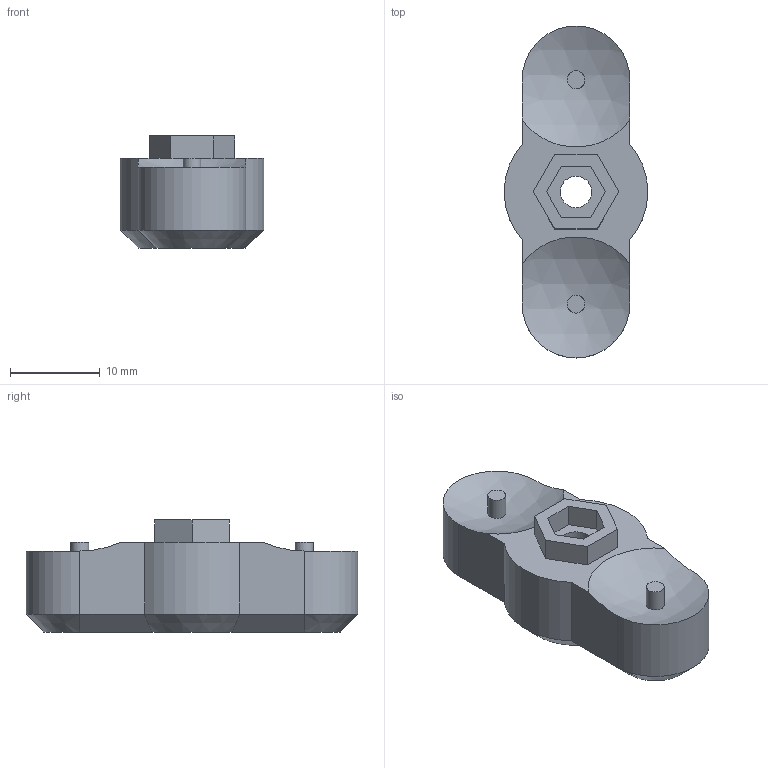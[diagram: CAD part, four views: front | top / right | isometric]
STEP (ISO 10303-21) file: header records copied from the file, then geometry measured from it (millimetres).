
FILE_DESCRIPTION(('Open CASCADE Model'),'2;1');
FILE_NAME('Open CASCADE Shape Model','2025-07-07T17:34:46',('Author'),( 'Open CASCADE'),'Open CASCADE STEP processor 7.7','Open CASCADE 7.7' ,'Unknown');
FILE_SCHEMA(('AUTOMOTIVE_DESIGN { 1 0 10303 214 1 1 1 1 }'));
Length unit declared in the file: millimetre
Products named in the file (1): Open CASCADE STEP translator 7.7 1801
Bounding box: 15.95 x 37 x 12.5 mm (x, y, z)
Volume: 3741.8 mm3; surface area: 1918.4 mm2
Topology: 1 solids, 1 shells, 42 faces, 96 edges, 61 vertices
Faces by surface type: plane 27, cylinder 8, cone 5, sphere 2
Full cylindrical faces by diameter (mm): 2 x2, 3.5 x1, 6 x1
Entity records: 2946 total; most frequent: CARTESIAN_POINT 950, DIRECTION 380, LINE 219, VECTOR 219, ORIENTED_EDGE 192, PCURVE 192, DEFINITIONAL_REPRESENTATION 192, EDGE_CURVE 96
